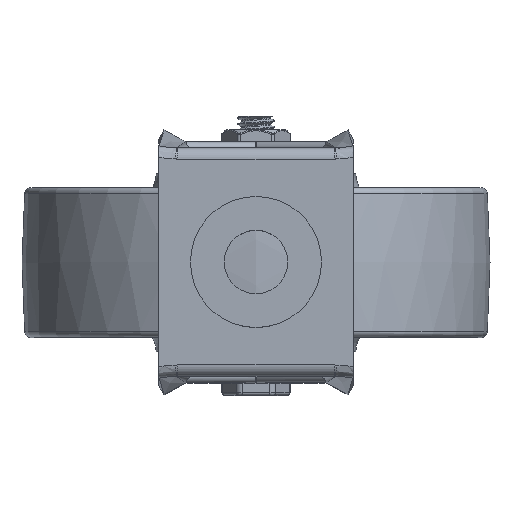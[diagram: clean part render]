
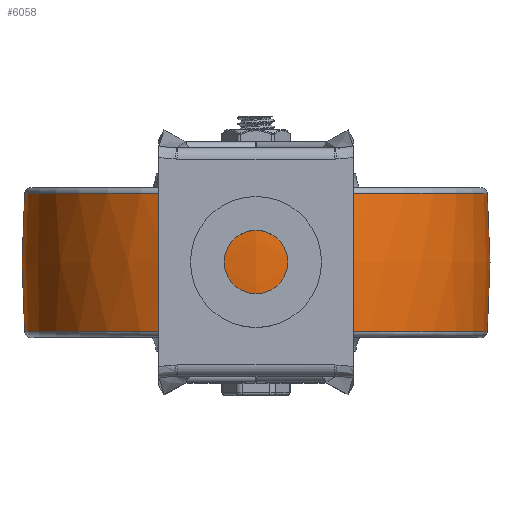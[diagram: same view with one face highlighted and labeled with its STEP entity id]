
A CAD part, top view. The second image highlights one B-rep face of the part: STEP entity #6058.
In plain terms, the highlighted free-form (B-spline) face has degree [2, 2] with [3, 9] control points.
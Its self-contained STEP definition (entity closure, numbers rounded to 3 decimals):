
#19=(
BOUNDED_SURFACE()
B_SPLINE_SURFACE(2,2,((#18175,#18176,#18177,#18178,#18179,#18180,#18181,
#18182,#18183),(#18184,#18185,#18186,#18187,#18188,#18189,#18190,#18191,
#18192),(#18193,#18194,#18195,#18196,#18197,#18198,#18199,#18200,#18201)),
 .UNSPECIFIED.,.F.,.T.,.F.)
B_SPLINE_SURFACE_WITH_KNOTS((3,3),(3,2,2,2,3),(-0.077,0.077),
(-3.142,-1.571,0.,1.571,3.142),
 .UNSPECIFIED.)
GEOMETRIC_REPRESENTATION_ITEM()
RATIONAL_B_SPLINE_SURFACE(((1.,0.707,1.,0.707,1.,
0.707,1.,0.707,1.),(0.997,0.705,
0.997,0.705,0.997,0.705,
0.997,0.705,0.997),(1.,0.707,
1.,0.707,1.,0.707,1.,0.707,1.)))
REPRESENTATION_ITEM('')
SURFACE()
);
#653=FACE_OUTER_BOUND('',#1070,.T.);
#1070=EDGE_LOOP('',(#4829,#4830,#4831,#4832));
#1504=CIRCLE('',#6765,37.074);
#1505=CIRCLE('',#6766,144.25);
#1506=CIRCLE('',#6767,37.074);
#2746=VERTEX_POINT('',#18202);
#2747=VERTEX_POINT('',#18204);
#3480=EDGE_CURVE('',#2746,#2746,#1504,.T.);
#3481=EDGE_CURVE('',#2746,#2747,#1505,.T.);
#3482=EDGE_CURVE('',#2747,#2747,#1506,.T.);
#4829=ORIENTED_EDGE('',*,*,#3480,.F.);
#4830=ORIENTED_EDGE('',*,*,#3481,.T.);
#4831=ORIENTED_EDGE('',*,*,#3482,.T.);
#4832=ORIENTED_EDGE('',*,*,#3481,.F.);
#6058=ADVANCED_FACE('',(#653),#19,.F.);
#6765=AXIS2_PLACEMENT_3D('',#18203,#8080,#8081);
#6766=AXIS2_PLACEMENT_3D('',#18205,#8082,#8083);
#6767=AXIS2_PLACEMENT_3D('',#18206,#8084,#8085);
#8080=DIRECTION('center_axis',(0.,-1.,0.));
#8081=DIRECTION('ref_axis',(0.,0.,
1.));
#8082=DIRECTION('center_axis',(-1.,0.,0.));
#8083=DIRECTION('ref_axis',(0.,0.,
1.));
#8084=DIRECTION('center_axis',(0.,-1.,0.));
#8085=DIRECTION('ref_axis',(0.,0.,
1.));
#18175=CARTESIAN_POINT('Ctrl Pts',(0.,11.077,
37.074));
#18176=CARTESIAN_POINT('Ctrl Pts',(-37.074,11.077,37.074));
#18177=CARTESIAN_POINT('Ctrl Pts',(-37.074,11.077,0.));
#18178=CARTESIAN_POINT('Ctrl Pts',(-37.074,11.077,-37.074));
#18179=CARTESIAN_POINT('Ctrl Pts',(0.,11.077,
-37.074));
#18180=CARTESIAN_POINT('Ctrl Pts',(37.074,11.077,-37.074));
#18181=CARTESIAN_POINT('Ctrl Pts',(37.074,11.077,0.));
#18182=CARTESIAN_POINT('Ctrl Pts',(37.074,11.077,37.074));
#18183=CARTESIAN_POINT('Ctrl Pts',(0.,11.077,
37.074));
#18184=CARTESIAN_POINT('Ctrl Pts',(0.,0.,
37.927));
#18185=CARTESIAN_POINT('Ctrl Pts',(-37.927,0.,
37.927));
#18186=CARTESIAN_POINT('Ctrl Pts',(-37.927,0.,
0.));
#18187=CARTESIAN_POINT('Ctrl Pts',(-37.927,0.,
-37.927));
#18188=CARTESIAN_POINT('Ctrl Pts',(0.,0.,
-37.927));
#18189=CARTESIAN_POINT('Ctrl Pts',(37.927,0.,
-37.927));
#18190=CARTESIAN_POINT('Ctrl Pts',(37.927,0.,
0.));
#18191=CARTESIAN_POINT('Ctrl Pts',(37.927,0.,
37.927));
#18192=CARTESIAN_POINT('Ctrl Pts',(0.,0.,
37.927));
#18193=CARTESIAN_POINT('Ctrl Pts',(0.,-11.077,
37.074));
#18194=CARTESIAN_POINT('Ctrl Pts',(-37.074,-11.077,
37.074));
#18195=CARTESIAN_POINT('Ctrl Pts',(-37.074,-11.077,
0.));
#18196=CARTESIAN_POINT('Ctrl Pts',(-37.074,-11.077,
-37.074));
#18197=CARTESIAN_POINT('Ctrl Pts',(0.,-11.077,
-37.074));
#18198=CARTESIAN_POINT('Ctrl Pts',(37.074,-11.077,-37.074));
#18199=CARTESIAN_POINT('Ctrl Pts',(37.074,-11.077,0.));
#18200=CARTESIAN_POINT('Ctrl Pts',(37.074,-11.077,37.074));
#18201=CARTESIAN_POINT('Ctrl Pts',(0.,-11.077,
37.074));
#18202=CARTESIAN_POINT('',(0.,-11.077,37.074));
#18203=CARTESIAN_POINT('Origin',(0.,-11.077,
0.));
#18204=CARTESIAN_POINT('',(0.,11.077,37.074));
#18205=CARTESIAN_POINT('Origin',(0.,0.,
-106.75));
#18206=CARTESIAN_POINT('Origin',(0.,11.077,
0.));
